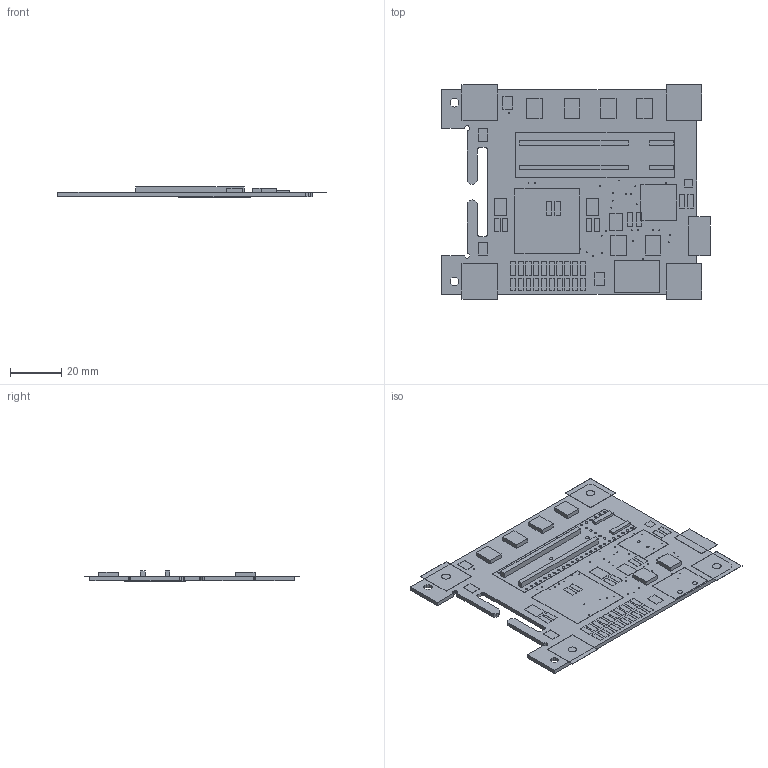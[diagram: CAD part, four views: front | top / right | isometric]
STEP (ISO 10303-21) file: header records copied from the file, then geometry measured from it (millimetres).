
FILE_DESCRIPTION(/* description */ (''),/* implementation_level */ '2;1');
FILE_NAME(/* name */ 'e1795351-a465-43b3-af1d-47637e03111b.stp',/* time_stamp */ '2022-07-22T23:14:28Z',/* author */ (''),/* organization */ (''),/* preprocessor_version */ 'ST-DEVELOPER v19',/* originating_system */ 'Autodesk Translation Framework v11.7.0.108',/* authorisation */ '');
FILE_SCHEMA (('AUTOMOTIVE_DESIGN { 1 0 10303 214 3 1 1 }'));
Length unit declared in the file: millimetre
Products named in the file (18): e1795351-a465-43b3-af1d-47637e03111b; PCB Component; Board; BARRIER_BLOCK-2PIN; 1X17; 1X04; M3_BRASS; BUZZER; CONN_2X3_SMD; TP; PN2222A-SOT-23; BS-7; 1X06-SMD_RA_MALE_NO_HOLES; 4.7K; BLUE; TEENSY_3.5/3.6; TINYSCREEN; TACTILE_BUTTON
Assembly tree (60 placements, depth 3):
  e1795351-a465-43b3-af1d-47637e03111b
    PCB Component
      Board
      BARRIER_BLOCK-2PIN
      1X17  x2
      1X04  x2
      M3_BRASS  x4
      BUZZER
      CONN_2X3_SMD  x6
      TP  x4
      PN2222A-SOT-23
      BS-7
      1X06-SMD_RA_MALE_NO_HOLES
      4.7K  x20
      BLUE  x10
      TEENSY_3.5/3.6
      TINYSCREEN
      TACTILE_BUTTON  x3
Bounding box: 105.29 x 83.98 x 3.93 mm (x, y, z)
Volume: 12572.9 mm3; surface area: 26113.8 mm2
Topology: 59 solids, 59 shells, 662 faces, 1632 edges, 1088 vertices
Faces by surface type: plane 492, cylinder 170
Full cylindrical faces by diameter (mm): 0.381 x40, 0.508 x5, 0.965 x53, 1.016 x44, 1.27 x1, 1.5 x1, 1.905 x2
Entity records: 14657 total; most frequent: DIRECTION 2420, CARTESIAN_POINT 2342, ORIENTED_EDGE 2232, EDGE_CURVE 1116, AXIS2_PLACEMENT_3D 822, LINE 776, VECTOR 776, VERTEX_POINT 744
